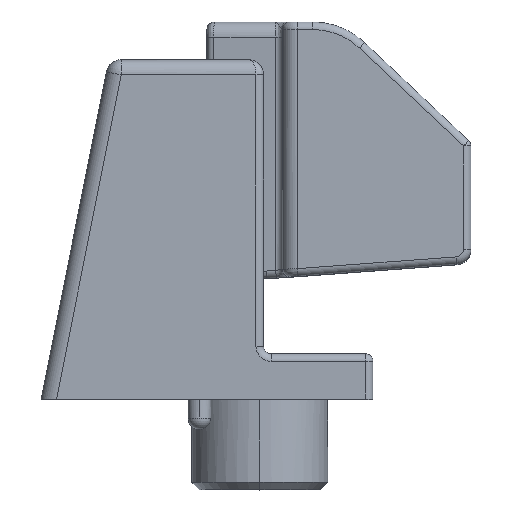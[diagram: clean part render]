
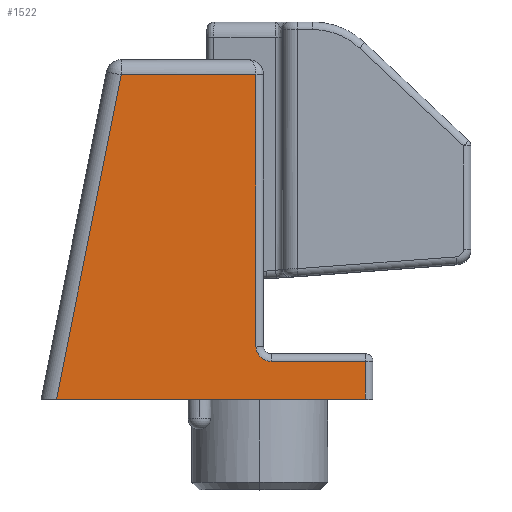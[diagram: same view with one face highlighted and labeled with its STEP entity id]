
A CAD part, top view. The second image highlights one B-rep face of the part: STEP entity #1522.
In plain terms, the highlighted planar face has unit normal (0, 0, 1).
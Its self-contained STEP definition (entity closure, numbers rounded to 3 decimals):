
#535 = VECTOR ( 'NONE', #6058, 1000. ) ;
#664 = CARTESIAN_POINT ( 'NONE',  ( 1.5, 7., 21. ) ) ;
#687 = ORIENTED_EDGE ( 'NONE', *, *, #9005, .T. ) ;
#868 = CARTESIAN_POINT ( 'NONE',  ( 15., 0., 21. ) ) ;
#993 = VERTEX_POINT ( 'NONE', #8365 ) ;
#1317 = AXIS2_PLACEMENT_3D ( 'NONE', #664, #6726, #5680 ) ;
#1391 = ORIENTED_EDGE ( 'NONE', *, *, #3508, .T. ) ;
#1522 = ADVANCED_FACE ( 'NONE', ( #9385 ), #9526, .F. ) ;
#1570 = EDGE_CURVE ( 'NONE', #2999, #5726, #1900, .T. ) ;
#1637 = VERTEX_POINT ( 'NONE', #4622 ) ;
#1900 = LINE ( 'NONE', #868, #2550 ) ;
#2014 = CARTESIAN_POINT ( 'NONE',  ( -0.5, 43., 21. ) ) ;
#2232 = DIRECTION ( 'NONE',  ( 0., 1., 0. ) ) ;
#2272 = VECTOR ( 'NONE', #6180, 1000. ) ;
#2281 = CARTESIAN_POINT ( 'NONE',  ( 14., 0., 21. ) ) ;
#2550 = VECTOR ( 'NONE', #10075, 1000. ) ;
#2999 = VERTEX_POINT ( 'NONE', #4025 ) ;
#3297 = CARTESIAN_POINT ( 'NONE',  ( 14., 45., 21. ) ) ;
#3318 = ORIENTED_EDGE ( 'NONE', *, *, #1570, .T. ) ;
#3478 = EDGE_CURVE ( 'NONE', #1637, #5106, #9557, .T. ) ;
#3508 = EDGE_CURVE ( 'NONE', #1637, #3537, #6480, .T. ) ;
#3537 = VERTEX_POINT ( 'NONE', #2014 ) ;
#3762 = DIRECTION ( 'NONE',  ( -1., 0., 0. ) ) ;
#4025 = CARTESIAN_POINT ( 'NONE',  ( -26.96, 0., 21. ) ) ;
#4332 = LINE ( 'NONE', #3297, #7177 ) ;
#4361 = DIRECTION ( 'NONE',  ( 0., 1., 0. ) ) ;
#4503 = ORIENTED_EDGE ( 'NONE', *, *, #6074, .T. ) ;
#4622 = CARTESIAN_POINT ( 'NONE',  ( -0.5, 7., 21. ) ) ;
#4783 = ORIENTED_EDGE ( 'NONE', *, *, #6254, .T. ) ;
#4832 = CARTESIAN_POINT ( 'NONE',  ( 0.5, 5., 21. ) ) ;
#5046 = ORIENTED_EDGE ( 'NONE', *, *, #3478, .F. ) ;
#5106 = VERTEX_POINT ( 'NONE', #10100 ) ;
#5410 = ORIENTED_EDGE ( 'NONE', *, *, #7928, .T. ) ;
#5425 = CARTESIAN_POINT ( 'NONE',  ( -0.5, 45., 21. ) ) ;
#5680 = DIRECTION ( 'NONE',  ( -1., 0., 0. ) ) ;
#5726 = VERTEX_POINT ( 'NONE', #2281 ) ;
#5876 = LINE ( 'NONE', #4832, #6623 ) ;
#6058 = DIRECTION ( 'NONE',  ( -0.196, -0.981, 0. ) ) ;
#6074 = EDGE_CURVE ( 'NONE', #993, #2999, #8172, .T. ) ;
#6080 = VECTOR ( 'NONE', #4361, 1000. ) ;
#6180 = DIRECTION ( 'NONE',  ( -1., 0., 0. ) ) ;
#6254 = EDGE_CURVE ( 'NONE', #9106, #5106, #5876, .T. ) ;
#6357 = DIRECTION ( 'NONE',  ( -1., 0., 0. ) ) ;
#6480 = LINE ( 'NONE', #5425, #6080 ) ;
#6623 = VECTOR ( 'NONE', #3762, 1000. ) ;
#6726 = DIRECTION ( 'NONE',  ( 0., 0., 1. ) ) ;
#7116 = CARTESIAN_POINT ( 'NONE',  ( -16.693, 51.339, 21. ) ) ;
#7177 = VECTOR ( 'NONE', #2232, 1000. ) ;
#7243 = CARTESIAN_POINT ( 'NONE',  ( 15., 43., 21. ) ) ;
#7414 = DIRECTION ( 'NONE',  ( 0., 0., -1. ) ) ;
#7928 = EDGE_CURVE ( 'NONE', #5726, #9106, #4332, .T. ) ;
#8172 = LINE ( 'NONE', #7116, #535 ) ;
#8294 = LINE ( 'NONE', #7243, #2272 ) ;
#8365 = CARTESIAN_POINT ( 'NONE',  ( -18.36, 43., 21. ) ) ;
#8473 = CARTESIAN_POINT ( 'NONE',  ( 15., 45., 21. ) ) ;
#9005 = EDGE_CURVE ( 'NONE', #3537, #993, #8294, .T. ) ;
#9106 = VERTEX_POINT ( 'NONE', #10276 ) ;
#9256 = EDGE_LOOP ( 'NONE', ( #1391, #687, #4503, #3318, #5410, #4783, #5046 ) ) ;
#9385 = FACE_OUTER_BOUND ( 'NONE', #9256, .T. ) ;
#9526 = PLANE ( 'NONE',  #9913 ) ;
#9557 = CIRCLE ( 'NONE', #1317, 2. ) ;
#9913 = AXIS2_PLACEMENT_3D ( 'NONE', #8473, #7414, #6357 ) ;
#10075 = DIRECTION ( 'NONE',  ( 1., 0., 0. ) ) ;
#10100 = CARTESIAN_POINT ( 'NONE',  ( 1.5, 5., 21. ) ) ;
#10276 = CARTESIAN_POINT ( 'NONE',  ( 14., 5., 21. ) ) ;
